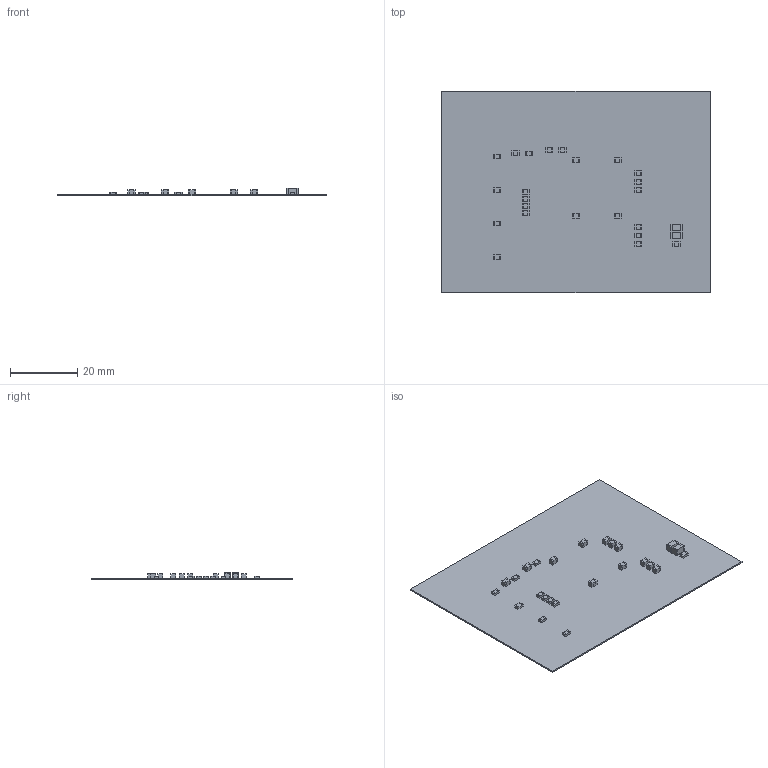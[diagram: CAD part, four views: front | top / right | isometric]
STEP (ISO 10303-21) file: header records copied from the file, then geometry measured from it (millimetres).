
FILE_DESCRIPTION(('Open CASCADE Model'),'2;1');
FILE_NAME('Open CASCADE Shape Model','2015-05-19T11:12:53',('Author'),( 'Open CASCADE'),'Open CASCADE STEP processor 6.5','Open CASCADE 6.5' ,'Unknown');
FILE_SCHEMA(('AUTOMOTIVE_DESIGN { 1 0 10303 214 1 1 1 1 }'));
Length unit declared in the file: millimetre
Products named in the file (39): PCB; Board; R4; 542754192; Extruded; 542754064; C4; 567391120; 567390992; C3; C1; 542759696; 567388304; C2; C5; C6; C7; C8; C9; C10; C11; C12; C13; C14; R1; R2; R3; R5; R6; R7; R8; R9; R10; R11
Assembly tree (107 placements, depth 4):
  PCB
    Board
    R4
      542754192  x2
        Extruded
      542754064
        Extruded
    C4
      567391120  x2
        Extruded
      567390992
        Extruded
    C3
      567391120  x2
        Extruded
      567390992
        Extruded
    C1
      542759696
        Extruded
      567388304  x2
        Extruded
    C2
      542759696
        Extruded
      567388304  x2
        Extruded
    C5
      542759696
        Extruded
      567388304  x2
        Extruded
    C6
      542759696
        Extruded
      567388304  x2
        Extruded
    C7
      542759696
        Extruded
      567388304  x2
        Extruded
    C8
      542759696
        Extruded
      567388304  x2
        Extruded
    C9
      542759696
        Extruded
      567388304  x2
        Extruded
    C10
      542759696
        Extruded
      567388304  x2
        Extruded
    C11
      542759696
        Extruded
Bounding box: 80 x 60 x 2.31 mm (x, y, z)
Volume: 2076.7 mm3; surface area: 10272.7 mm2
Topology: 76 solids, 76 shells, 456 faces, 912 edges, 608 vertices
Faces by surface type: plane 456
Entity records: 3468 total; most frequent: DIRECTION 552, CARTESIAN_POINT 458, LINE 252, VECTOR 252, ORIENTED_EDGE 168, PCURVE 168, DEFINITIONAL_REPRESENTATION 168, AXIS2_PLACEMENT_3D 150
